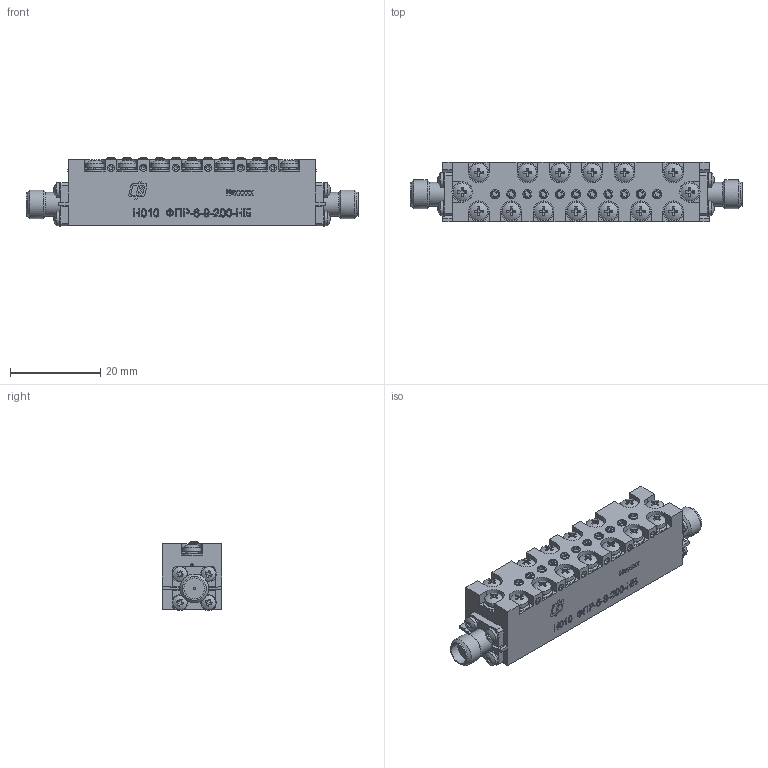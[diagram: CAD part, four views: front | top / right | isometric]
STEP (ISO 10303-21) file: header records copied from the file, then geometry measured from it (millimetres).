
FILE_DESCRIPTION(('STEP AP203'), '1');
FILE_NAME('Í010 ÍØÁÀ.468844.065-09_Ôèëüòð ÔÏÐ-6', '', ('UNSPECIFIED'), ('UNSPECIFIED'), 'ASCON STEP Converter 1.6', 'ASCON Math Kernel', '');
FILE_SCHEMA(('CONFIG_CONTROL_DESIGN'));
Length unit declared in the file: millimetre
Products named in the file (1): Н010 НШБА.468844.065-09_Фильтр ФПР-6
Bounding box: 73.74 x 13.2 x 15.32 mm (x, y, z)
Volume: 11000.5 mm3; surface area: 7529.6 mm2
Topology: 55 solids, 56 shells, 1411 faces, 3340 edges, 2215 vertices
Faces by surface type: plane 980, cylinder 237, bspline 115, cone 56, sphere 23
Full cylindrical faces by diameter (mm): 0.3 x2, 0.5 x2, 0.52 x2, 1.25 x4, 1.6 x23, 1.7 x16, 2 x37, 2.2 x15, 2.4 x15, 3.2 x8, 3.5 x8, 4 x15, 4.5 x15, 4.6 x2, 5 x1, 5.3 x4, 6.36 x2
Entity records: 71053 total; most frequent: CARTESIAN_POINT 28233, ORIENTED_EDGE 6196, DIRECTION 5960, EDGE_CURVE 3098, VERTEX_POINT 2200, AXIS2_PLACEMENT_3D 2052, EDGE_LOOP 1866, LINE 1856
